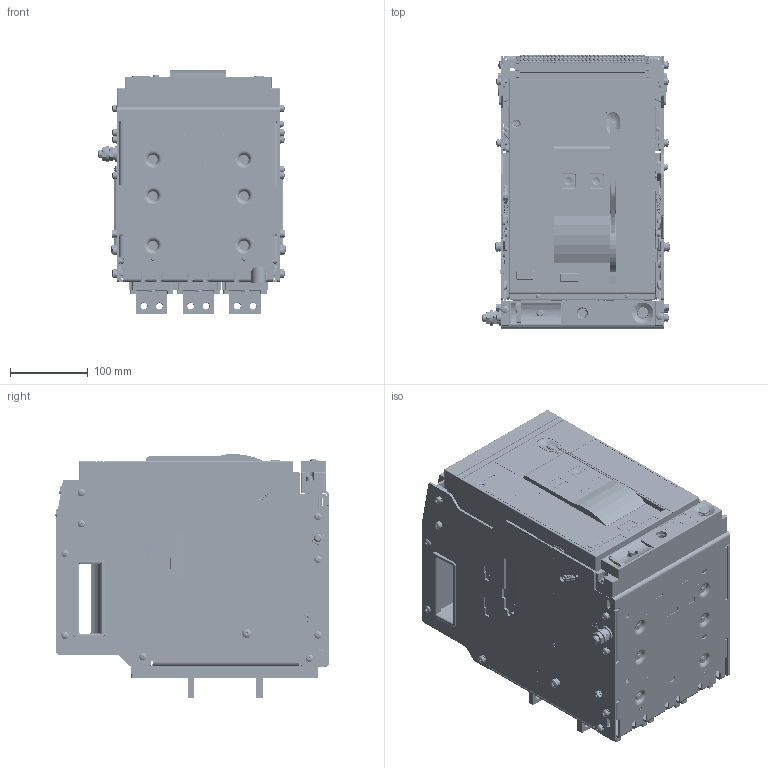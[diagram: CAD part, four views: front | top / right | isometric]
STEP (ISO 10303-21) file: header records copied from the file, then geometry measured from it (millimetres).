
FILE_DESCRIPTION(/* description */ (''),/* implementation_level */ '2;1');
FILE_NAME(/* name */ 'CW3-1000_D_IEK_优化.stp',/* time_stamp */ '2024-10-28T09:56:40+08:00',/* author */ (''),/* organization */ (''),/* preprocessor_version */ 'ST-DEVELOPER v16.7',/* originating_system */ 'SIEMENS PLM Software NX 12.0',/* authorisation */ '');
FILE_SCHEMA (('AUTOMOTIVE_DESIGN { 1 0 10303 214 3 1 1 1 }'));
Products named in the file (1): _model5
Bounding box: 241.62 x 351.76 x 313.42 mm (x, y, z)
Volume: 2167.3 mm3; surface area: 1471780.3 mm2
Topology: 16 solids, 140 shells, 9809 faces, 25324 edges, 16298 vertices
Faces by surface type: plane 5928, cylinder 2996, cone 457, torus 243, sphere 100, bspline 83, extrusion 2
Full cylindrical faces by diameter (mm): 0.4 x4, 0.5 x6, 2 x2, 2.2 x3, 2.4 x7, 2.8 x3, 3 x132, 3.2 x2, 3.5 x2, 3.8 x4, 4 x26, 4.2 x24, 4.5 x1, 4.8 x13, 5 x88, 5.2 x2, 5.23 x4, 5.5 x2, 5.6 x4, 6 x31, 6.5 x3, 6.78 x14, 7 x8, 7.5 x1, 8 x29, 8.2 x6, 8.5 x12, 8.75 x28, 8.9 x6, 9 x17
Entity records: 386752 total; most frequent: CARTESIAN_POINT 82936, DIRECTION 50233, ORIENTED_EDGE 46672, EDGE_CURVE 23336, AXIS2_PLACEMENT_3D 17594, VERTEX_POINT 15556, VECTOR 15045, LINE 15043
